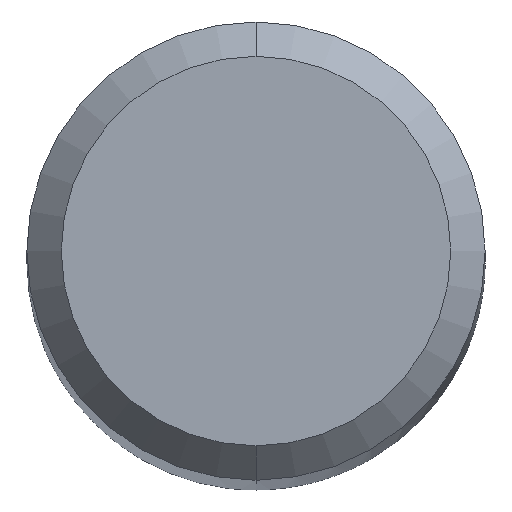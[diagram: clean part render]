
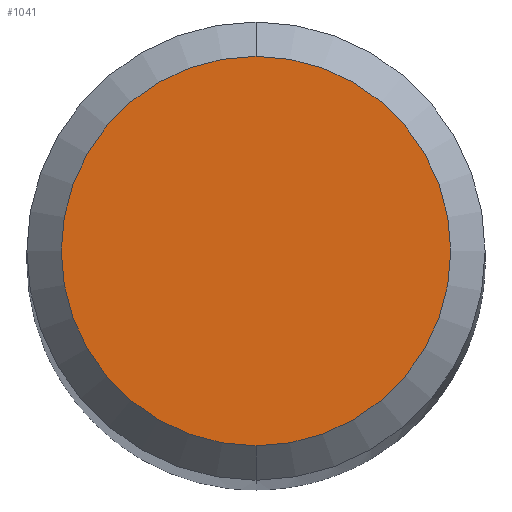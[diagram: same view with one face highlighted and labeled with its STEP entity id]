
A CAD part, top view. The second image highlights one B-rep face of the part: STEP entity #1041.
In plain terms, the highlighted planar face has unit normal (0, 0, 1).
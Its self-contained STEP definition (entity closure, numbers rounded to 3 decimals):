
#711=VERTEX_POINT('',#1605);
#955=VERTEX_POINT('',#1876);
#1041=ADVANCED_FACE('',(#1970),#1971,.T.);
#1179=EDGE_CURVE('',#955,#711,#2122,.T.);
#1295=EDGE_CURVE('',#711,#955,#2244,.T.);
#1605=CARTESIAN_POINT('',(0.0,1.7,0.0));
#1876=CARTESIAN_POINT('',(0.,-1.7,0.0));
#1970=FACE_OUTER_BOUND('',#4265,.T.);
#1971=PLANE('',#4266);
#2122=CIRCLE('',#4712,1.7);
#2244=CIRCLE('',#5036,1.7);
#4265=EDGE_LOOP('',(#5706,#5707));
#4266=AXIS2_PLACEMENT_3D('',#5708,#5709,#5710);
#4712=AXIS2_PLACEMENT_3D('',#5847,#5848,#5849);
#5036=AXIS2_PLACEMENT_3D('',#5937,#5938,#5939);
#5706=ORIENTED_EDGE('',*,*,#1295,.F.);
#5707=ORIENTED_EDGE('',*,*,#1179,.F.);
#5708=CARTESIAN_POINT('',(0.0,0.85,0.0));
#5709=DIRECTION('',(-0.0,0.0,1.0));
#5710=DIRECTION('',(0.0,-1.0,0.0));
#5847=CARTESIAN_POINT('',(0.0,0.0,0.0));
#5848=DIRECTION('',(0.0,0.0,-1.0));
#5849=DIRECTION('',(0.0,1.0,0.0));
#5937=CARTESIAN_POINT('',(0.0,0.0,0.0));
#5938=DIRECTION('',(0.0,0.0,-1.0));
#5939=DIRECTION('',(0.0,1.0,0.0));
